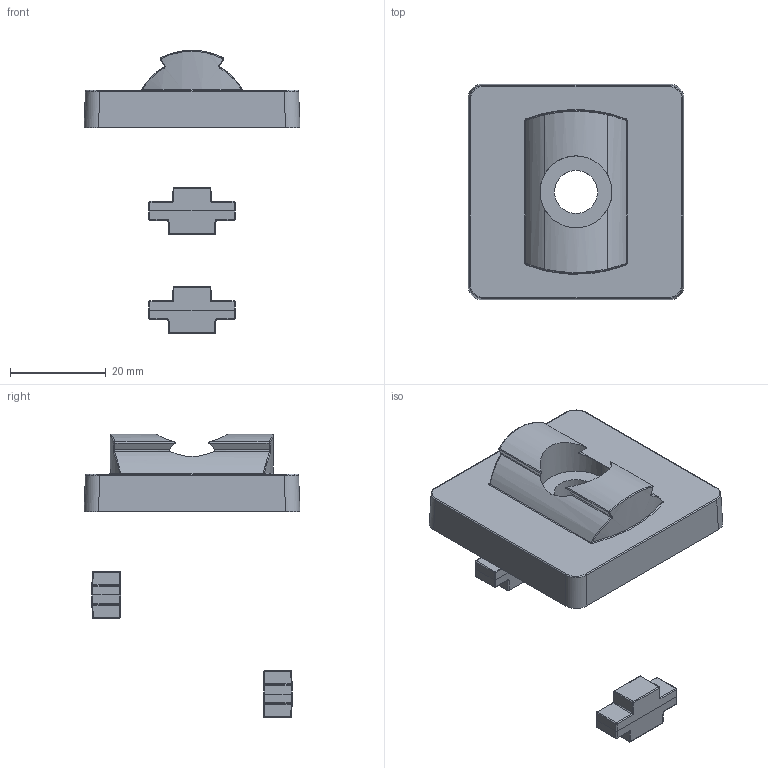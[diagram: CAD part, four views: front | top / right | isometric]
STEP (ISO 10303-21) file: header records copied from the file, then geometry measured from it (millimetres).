
FILE_DESCRIPTION (( 'STEP AP214' ), '1' );
FILE_NAME ('099rvap45s01.STEP', '2014-08-28T13:46:51', ( '' ), ( '' ), 'SwSTEP 2.0', 'SolidWorks 2014', '' );
FILE_SCHEMA (( 'AUTOMOTIVE_DESIGN' ));
Length unit declared in the file: millimetre
Products named in the file (1): 099rvap45s01
Bounding box: 45 x 45 x 59.1 mm (x, y, z)
Volume: 12671.1 mm3; surface area: 10015.4 mm2
Topology: 3 solids, 3 shells, 691 faces, 1649 edges, 921 vertices
Faces by surface type: bspline 274, cylinder 272, plane 131, cone 14
Entity records: 31944 total; most frequent: CARTESIAN_POINT 10074, ORIENTED_EDGE 3186, DIRECTION 2784, EDGE_CURVE 1593, AXIS2_PLACEMENT_3D 1089, VERTEX_POINT 921, EDGE_LOOP 706, UNCERTAINTY_MEASURE_WITH_UNIT 696
